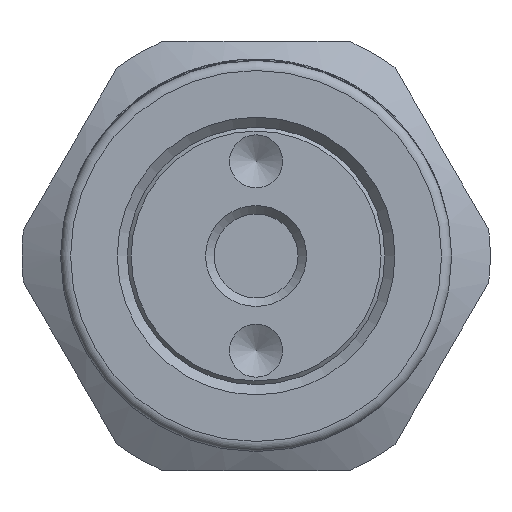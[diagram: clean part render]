
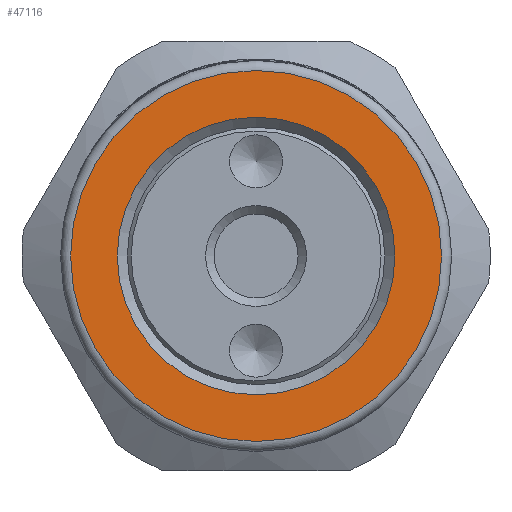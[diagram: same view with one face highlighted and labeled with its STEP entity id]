
A CAD part, left-side view. The second image highlights one B-rep face of the part: STEP entity #47116.
In plain terms, the highlighted planar face has unit normal (-1, 0, 0).
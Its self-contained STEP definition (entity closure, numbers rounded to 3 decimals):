
#47082=CARTESIAN_POINT('',(-71.,14.7,0.0));
#47083=VERTEX_POINT('',#47082);
#47084=CARTESIAN_POINT('',(-71.0,0.,0.0));
#47085=DIRECTION('',(1.0,0.0,0.0));
#47086=DIRECTION('',(0.0,-1.0,0.0));
#47087=AXIS2_PLACEMENT_3D('',#47084,#47085,#47086);
#47088=CIRCLE('',#47087,14.7);
#47089=EDGE_CURVE('',#47083,#47083,#47088,.T.);
#47097=CARTESIAN_POINT('',(-71.0,10.875,0.0));
#47098=DIRECTION('',(-1.0,0.0,0.0));
#47099=DIRECTION('',(0.0,0.0,1.0));
#47100=AXIS2_PLACEMENT_3D('',#47097,#47098,#47099);
#47101=PLANE('',#47100);
#47102=ORIENTED_EDGE('',*,*,#47089,.F.);
#47103=EDGE_LOOP('',(#47102));
#47104=FACE_OUTER_BOUND('',#47103,.T.);
#47105=CARTESIAN_POINT('',(-71.0,-11.,0.0));
#47106=VERTEX_POINT('',#47105);
#47107=CARTESIAN_POINT('',(-71.0,0.,0.0));
#47108=DIRECTION('',(1.0,0.0,0.0));
#47109=DIRECTION('',(0.0,-1.0,0.0));
#47110=AXIS2_PLACEMENT_3D('',#47107,#47108,#47109);
#47111=CIRCLE('',#47110,11.0);
#47112=EDGE_CURVE('',#47106,#47106,#47111,.T.);
#47113=ORIENTED_EDGE('',*,*,#47112,.T.);
#47114=EDGE_LOOP('',(#47113));
#47115=FACE_BOUND('',#47114,.T.);
#47116=ADVANCED_FACE('',(#47104,#47115),#47101,.T.);
